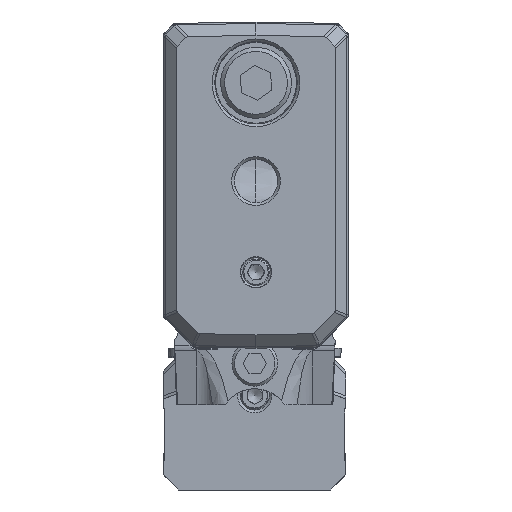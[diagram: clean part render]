
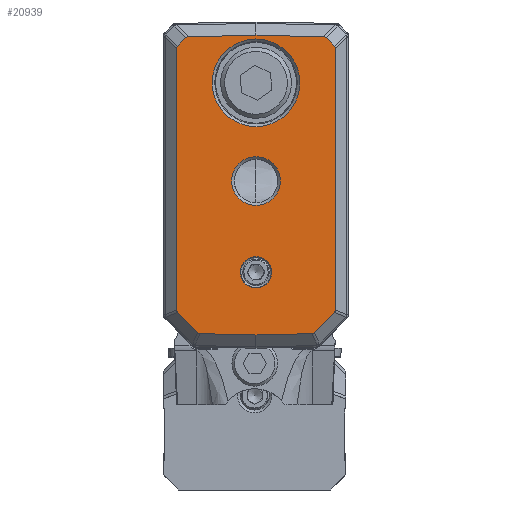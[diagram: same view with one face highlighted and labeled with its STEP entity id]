
A CAD part, front view. The second image highlights one B-rep face of the part: STEP entity #20939.
In plain terms, the highlighted planar face has unit normal (0, -1, 0).
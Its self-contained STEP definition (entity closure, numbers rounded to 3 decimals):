
#3239=ELLIPSE('',#111831,0.859,0.5);
#3240=ELLIPSE('',#111833,0.859,0.5);
#3241=ELLIPSE('',#111835,0.736,0.5);
#3242=ELLIPSE('',#111837,0.735,0.5);
#3243=ELLIPSE('',#111839,0.735,0.5);
#3244=ELLIPSE('',#111841,0.736,0.5);
#3245=ELLIPSE('',#111843,0.859,0.5);
#3246=ELLIPSE('',#111845,0.859,0.5);
#5794=FACE_BOUND('',#34695,.T.);
#5795=FACE_BOUND('',#34696,.T.);
#5796=FACE_BOUND('',#34697,.T.);
#5797=FACE_BOUND('',#34698,.T.);
#20939=ADVANCED_FACE('',(#5794,#5795,#5796,#5797),#26141,.T.);
#26141=PLANE('',#111941);
#34695=EDGE_LOOP('',(#45114,#45115,#45116,#45117,#45118,#45119,#45120,#45121,
#45122,#45123,#45124,#45125,#45126,#45127,#45128,#45129,#45130,#45131));
#34696=EDGE_LOOP('',(#45132));
#34697=EDGE_LOOP('',(#45133));
#34698=EDGE_LOOP('',(#45134));
#45114=ORIENTED_EDGE('',*,*,#78241,.T.);
#45115=ORIENTED_EDGE('',*,*,#78135,.T.);
#45116=ORIENTED_EDGE('',*,*,#78236,.T.);
#45117=ORIENTED_EDGE('',*,*,#78132,.T.);
#45118=ORIENTED_EDGE('',*,*,#78244,.T.);
#45119=ORIENTED_EDGE('',*,*,#78258,.T.);
#45120=ORIENTED_EDGE('',*,*,#78114,.T.);
#45121=ORIENTED_EDGE('',*,*,#78237,.T.);
#45122=ORIENTED_EDGE('',*,*,#78117,.T.);
#45123=ORIENTED_EDGE('',*,*,#78242,.T.);
#45124=ORIENTED_EDGE('',*,*,#78120,.T.);
#45125=ORIENTED_EDGE('',*,*,#78235,.T.);
#45126=ORIENTED_EDGE('',*,*,#78123,.T.);
#45127=ORIENTED_EDGE('',*,*,#78259,.T.);
#45128=ORIENTED_EDGE('',*,*,#78239,.T.);
#45129=ORIENTED_EDGE('',*,*,#78126,.T.);
#45130=ORIENTED_EDGE('',*,*,#78234,.T.);
#45131=ORIENTED_EDGE('',*,*,#78129,.T.);
#45132=ORIENTED_EDGE('',*,*,#77635,.T.);
#45133=ORIENTED_EDGE('',*,*,#77637,.T.);
#45134=ORIENTED_EDGE('',*,*,#77631,.T.);
#68391=VERTEX_POINT('',#149534);
#68395=VERTEX_POINT('',#149570);
#68397=VERTEX_POINT('',#149575);
#68718=VERTEX_POINT('',#153416);
#68719=VERTEX_POINT('',#153418);
#68720=VERTEX_POINT('',#153422);
#68721=VERTEX_POINT('',#153424);
#68722=VERTEX_POINT('',#153428);
#68723=VERTEX_POINT('',#153430);
#68724=VERTEX_POINT('',#153434);
#68725=VERTEX_POINT('',#153436);
#68726=VERTEX_POINT('',#153440);
#68727=VERTEX_POINT('',#153442);
#68728=VERTEX_POINT('',#153446);
#68729=VERTEX_POINT('',#153448);
#68730=VERTEX_POINT('',#153452);
#68731=VERTEX_POINT('',#153454);
#68732=VERTEX_POINT('',#153458);
#68733=VERTEX_POINT('',#153460);
#68785=VERTEX_POINT('',#153818);
#68786=VERTEX_POINT('',#153826);
#77631=EDGE_CURVE('',#68391,#68391,#105729,.T.);
#77635=EDGE_CURVE('',#68395,#68395,#105731,.T.);
#77637=EDGE_CURVE('',#68397,#68397,#105733,.T.);
#78114=EDGE_CURVE('',#68718,#68719,#3239,.T.);
#78117=EDGE_CURVE('',#68720,#68721,#3240,.T.);
#78120=EDGE_CURVE('',#68722,#68723,#3241,.T.);
#78123=EDGE_CURVE('',#68724,#68725,#3242,.T.);
#78126=EDGE_CURVE('',#68726,#68727,#3243,.T.);
#78129=EDGE_CURVE('',#68728,#68729,#3244,.T.);
#78132=EDGE_CURVE('',#68730,#68731,#3245,.T.);
#78135=EDGE_CURVE('',#68732,#68733,#3246,.T.);
#78234=EDGE_CURVE('',#68727,#68728,#90896,.T.);
#78235=EDGE_CURVE('',#68723,#68724,#90897,.T.);
#78236=EDGE_CURVE('',#68733,#68730,#90898,.T.);
#78237=EDGE_CURVE('',#68719,#68720,#90899,.T.);
#78239=EDGE_CURVE('',#68785,#68726,#90900,.T.);
#78241=EDGE_CURVE('',#68729,#68732,#90902,.T.);
#78242=EDGE_CURVE('',#68721,#68722,#90903,.T.);
#78244=EDGE_CURVE('',#68731,#68786,#90905,.T.);
#78258=EDGE_CURVE('',#68786,#68718,#90909,.T.);
#78259=EDGE_CURVE('',#68725,#68785,#90910,.T.);
#90896=LINE('',#153805,#98979);
#90897=LINE('',#153807,#98980);
#90898=LINE('',#153809,#98981);
#90899=LINE('',#153811,#98982);
#90900=LINE('',#153817,#98983);
#90902=LINE('',#153821,#98985);
#90903=LINE('',#153823,#98986);
#90905=LINE('',#153827,#98988);
#90909=LINE('',#153862,#98992);
#90910=LINE('',#153863,#98993);
#98979=VECTOR('',#123581,1.);
#98980=VECTOR('',#123584,1.);
#98981=VECTOR('',#123587,1.);
#98982=VECTOR('',#123590,1.);
#98983=VECTOR('',#123599,1.);
#98985=VECTOR('',#123603,1.);
#98986=VECTOR('',#123606,1.);
#98988=VECTOR('',#123610,1.);
#98992=VECTOR('',#123650,1.);
#98993=VECTOR('',#123651,1.);
#105729=CIRCLE('',#111563,2.4);
#105731=CIRCLE('',#111567,1.55);
#105733=CIRCLE('',#111570,4.323);
#111563=AXIS2_PLACEMENT_3D('',#149533,#122624,#122625);
#111567=AXIS2_PLACEMENT_3D('',#149569,#122632,#122633);
#111570=AXIS2_PLACEMENT_3D('',#149574,#122638,#122639);
#111831=AXIS2_PLACEMENT_3D('',#153419,#123357,#123358);
#111833=AXIS2_PLACEMENT_3D('',#153425,#123363,#123364);
#111835=AXIS2_PLACEMENT_3D('',#153431,#123369,#123370);
#111837=AXIS2_PLACEMENT_3D('',#153437,#123375,#123376);
#111839=AXIS2_PLACEMENT_3D('',#153443,#123381,#123382);
#111841=AXIS2_PLACEMENT_3D('',#153449,#123387,#123388);
#111843=AXIS2_PLACEMENT_3D('',#153455,#123393,#123394);
#111845=AXIS2_PLACEMENT_3D('',#153461,#123399,#123400);
#111941=AXIS2_PLACEMENT_3D('',#153864,#123652,#123653);
#122624=DIRECTION('',(0.,1.,0.));
#122625=DIRECTION('',(0.,0.,-1.));
#122632=DIRECTION('',(0.,1.,0.));
#122633=DIRECTION('',(0.,0.,-1.));
#122638=DIRECTION('',(0.,1.,0.));
#122639=DIRECTION('',(0.,0.,-1.));
#123357=DIRECTION('',(0.,-1.,0.));
#123358=DIRECTION('',(0.716,0.,-0.698));
#123363=DIRECTION('',(0.,-1.,0.));
#123364=DIRECTION('',(0.716,0.,-0.698));
#123369=DIRECTION('',(0.,-1.,0.));
#123370=DIRECTION('',(-0.926,0.,-0.379));
#123375=DIRECTION('',(0.,-1.,0.));
#123376=DIRECTION('',(-0.398,0.,-0.917));
#123381=DIRECTION('',(0.,-1.,0.));
#123382=DIRECTION('',(-0.398,0.,0.917));
#123387=DIRECTION('',(0.,-1.,0.));
#123388=DIRECTION('',(-0.926,0.,0.379));
#123393=DIRECTION('',(0.,-1.,0.));
#123394=DIRECTION('',(0.716,0.,0.698));
#123399=DIRECTION('',(0.,-1.,0.));
#123400=DIRECTION('',(0.716,0.,0.698));
#123581=DIRECTION('',(0.701,0.,0.713));
#123584=DIRECTION('',(0.701,0.,-0.713));
#123587=DIRECTION('',(-0.698,0.,0.716));
#123590=DIRECTION('',(-0.698,0.,-0.716));
#123599=DIRECTION('',(1.,0.,0.025));
#123603=DIRECTION('',(0.,0.,1.));
#123606=DIRECTION('',(0.,0.,-1.));
#123610=DIRECTION('',(-1.,0.,0.025));
#123650=DIRECTION('',(-1.,0.,-0.025));
#123651=DIRECTION('',(1.,0.,-0.025));
#123652=DIRECTION('',(0.,-1.,0.));
#123653=DIRECTION('',(0.,0.,-1.));
#149533=CARTESIAN_POINT('',(0.125,-28.5,-15.7));
#149534=CARTESIAN_POINT('',(0.125,-28.5,-18.1));
#149569=CARTESIAN_POINT('',(0.125,-28.5,-24.7));
#149570=CARTESIAN_POINT('',(0.125,-28.5,-26.25));
#149574=CARTESIAN_POINT('',(0.125,-28.5,-6.));
#149575=CARTESIAN_POINT('',(0.125,-28.5,-10.323));
#153416=CARTESIAN_POINT('',(-6.564,-28.5,-1.465));
#153418=CARTESIAN_POINT('',(-6.816,-28.5,-1.564));
#153419=CARTESIAN_POINT('',(-6.201,-28.5,-2.163));
#153422=CARTESIAN_POINT('',(-7.608,-28.5,-2.375));
#153424=CARTESIAN_POINT('',(-7.7,-28.5,-2.63));
#153425=CARTESIAN_POINT('',(-6.993,-28.5,-2.975));
#153428=CARTESIAN_POINT('',(-7.7,-28.5,-28.416));
#153430=CARTESIAN_POINT('',(-7.599,-28.5,-28.664));
#153431=CARTESIAN_POINT('',(-6.993,-28.5,-28.272));
#153434=CARTESIAN_POINT('',(-5.639,-28.5,-30.658));
#153436=CARTESIAN_POINT('',(-5.396,-28.5,-30.764));
#153437=CARTESIAN_POINT('',(-5.235,-28.5,-30.06));
#153440=CARTESIAN_POINT('',(5.646,-28.5,-30.764));
#153442=CARTESIAN_POINT('',(5.889,-28.5,-30.658));
#153443=CARTESIAN_POINT('',(5.485,-28.5,-30.06));
#153446=CARTESIAN_POINT('',(7.849,-28.5,-28.664));
#153448=CARTESIAN_POINT('',(7.95,-28.5,-28.416));
#153449=CARTESIAN_POINT('',(7.243,-28.5,-28.272));
#153452=CARTESIAN_POINT('',(7.066,-28.5,-1.564));
#153454=CARTESIAN_POINT('',(6.814,-28.5,-1.465));
#153455=CARTESIAN_POINT('',(6.451,-28.5,-2.163));
#153458=CARTESIAN_POINT('',(7.95,-28.5,-2.63));
#153460=CARTESIAN_POINT('',(7.858,-28.5,-2.375));
#153461=CARTESIAN_POINT('',(7.243,-28.5,-2.975));
#153805=CARTESIAN_POINT('',(-2.196,-28.5,-38.886));
#153807=CARTESIAN_POINT('',(-6.519,-28.5,-29.762));
#153809=CARTESIAN_POINT('',(14.544,-28.5,-9.227));
#153811=CARTESIAN_POINT('',(-23.195,-28.5,-18.349));
#153817=CARTESIAN_POINT('',(-9.027,-28.5,-31.126));
#153818=CARTESIAN_POINT('',(0.125,-28.5,-30.9));
#153821=CARTESIAN_POINT('',(7.95,-28.5,-32.2));
#153823=CARTESIAN_POINT('',(-7.7,-28.5,-32.2));
#153826=CARTESIAN_POINT('',(0.125,-28.5,-1.3));
#153827=CARTESIAN_POINT('',(-8.232,-28.5,-1.094));
#153862=CARTESIAN_POINT('',(-9.757,-28.5,-1.544));
#153863=CARTESIAN_POINT('',(-8.962,-28.5,-30.676));
#153864=CARTESIAN_POINT('',(-9.,-28.5,-32.2));
